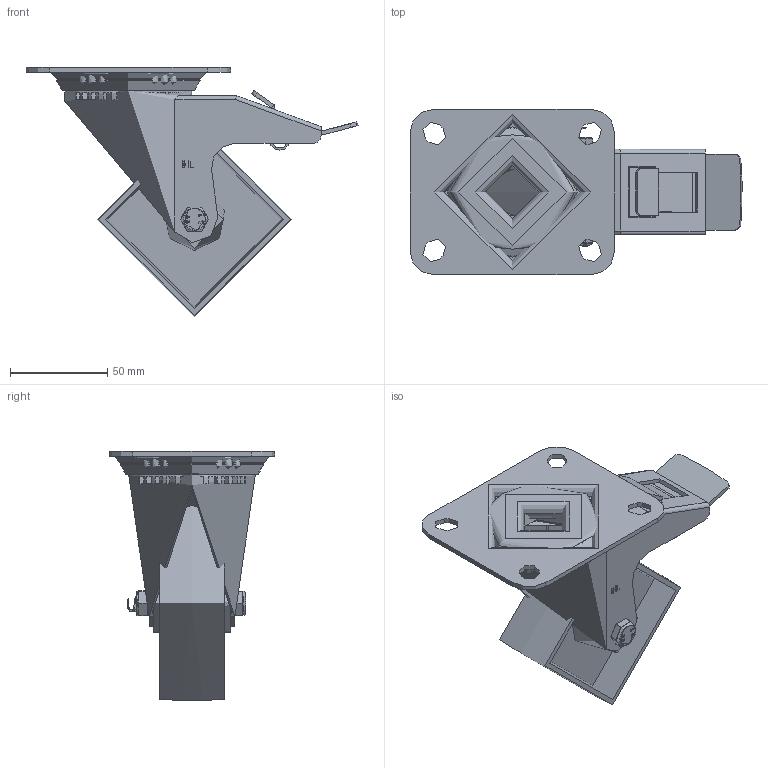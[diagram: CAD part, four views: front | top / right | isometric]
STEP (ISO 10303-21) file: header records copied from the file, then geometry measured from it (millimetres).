
FILE_DESCRIPTION(/* description */ ('','CAx-IF Rec.Pracs.---Representation and Presentation of Product Manufacturing Information (PMI)---4.0---2014-10-13'),/* implementation_level */ '2;1');
FILE_NAME(/* name */ 'BZMM100CISWB.step',/* time_stamp */ '2024-12-04T08:49:18Z',/* author */ (''),/* organization */ (''),/* preprocessor_version */ 'ST-DEVELOPER v20',/* originating_system */ 'Autodesk Translation Framework v13.20.0.188',/* authorisation */ '');
FILE_SCHEMA (('AP242_MANAGED_MODEL_BASED_3D_ENGINEERING_MIM_LF { 1 0 10303 442 1 1 4 }'));
Length unit declared in the file: millimetre
Products named in the file (20): BZMM100CISWB; BZMM100ASSWB v1; ZINC PLATED, PRESSED STEEL TOP PLATE; ZINC PLATED, PRESSED STEEL TOP PLATE Geometry; BALL BEARINGS; Component1; ZINC PLATED, PRESSED STEEL FORKS; BEARING SEAL; ZINC PLATED, PRESSED STEEL BRAKE PEDAL; BRAKE PAD; BZMM100WCI; CAST IRON WHEEL; CAST IRON WHEEL Geometry; GREASE NIPPLE; TUBEM12X40 v1; ZINC PLATED STEEL TUBE; HEXBOLTM8X55Z8.8 v2; GRADE 8.8 ZINC PLATED BOLT; NM8GR8FULLZHT v1; M8 NUT
Assembly tree (42 placements, depth 5):
  BZMM100CISWB
    BZMM100ASSWB v1
      ZINC PLATED, PRESSED STEEL TOP PLATE
        ZINC PLATED, PRESSED STEEL TOP PLATE Geometry
        BALL BEARINGS
          Component1  x24
      ZINC PLATED, PRESSED STEEL FORKS
      BEARING SEAL
      ZINC PLATED, PRESSED STEEL BRAKE PEDAL
      BRAKE PAD
    BZMM100WCI
      CAST IRON WHEEL
        CAST IRON WHEEL Geometry
        GREASE NIPPLE
    TUBEM12X40 v1
      ZINC PLATED STEEL TUBE
    HEXBOLTM8X55Z8.8 v2
      GRADE 8.8 ZINC PLATED BOLT
    NM8GR8FULLZHT v1
      M8 NUT
Bounding box: 170.42 x 85 x 127.92 mm (x, y, z)
Volume: 168361.4 mm3; surface area: 113430.1 mm2
Topology: 34 solids, 34 shells, 573 faces, 1496 edges, 961 vertices
Faces by surface type: plane 283, cylinder 143, bspline 57, sphere 49, cone 27, torus 14
Full cylindrical faces by diameter (mm): 0.664 x2, 4 x2, 6.446 x7, 7.866 x13, 8 x2, 8.2 x2, 8.4 x1, 11.5 x1, 11.9 x1, 12.2 x1, 27.5 x1, 31.5 x1, 56 x2, 61 x1, 65 x1
Entity records: 26223 total; most frequent: CARTESIAN_POINT 12361, ORIENTED_EDGE 2836, DIRECTION 2655, EDGE_CURVE 1418, AXIS2_PLACEMENT_3D 919, VERTEX_POINT 915, LINE 817, VECTOR 817
